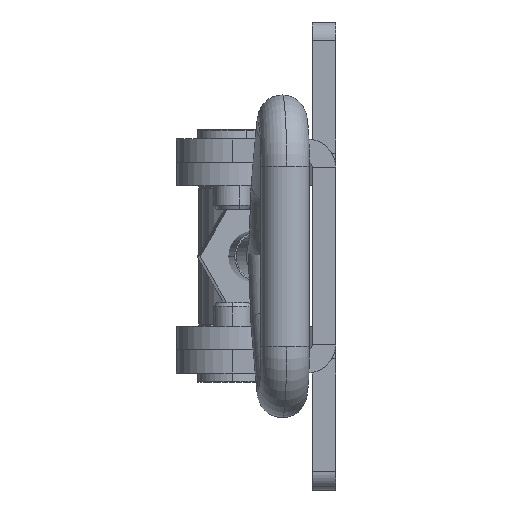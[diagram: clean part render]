
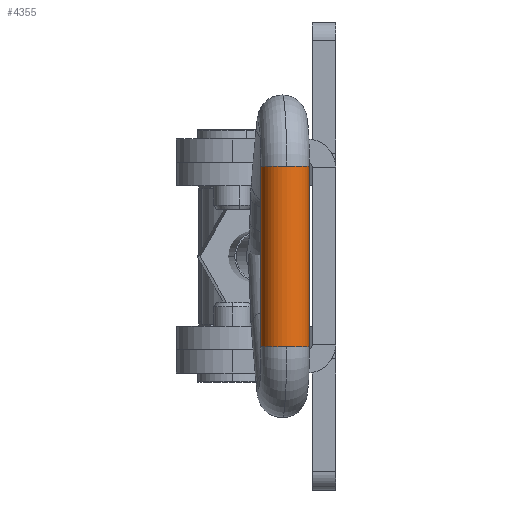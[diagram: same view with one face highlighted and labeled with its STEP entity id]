
A CAD part, left-side view. The second image highlights one B-rep face of the part: STEP entity #4355.
In plain terms, the highlighted cylindrical face has radius 2.59 mm (diameter 5.18 mm), a partial arc.
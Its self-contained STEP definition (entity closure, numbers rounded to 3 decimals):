
#8 = EDGE_CURVE ( 'NONE', #2856, #905, #736, .T. ) ;
#230 = CARTESIAN_POINT ( 'NONE',  ( -9.65, 77.41, -2.59 ) ) ;
#270 = LINE ( 'NONE', #1914, #2139 ) ;
#338 = DIRECTION ( 'NONE',  ( 0., 0., 1. ) ) ;
#479 = EDGE_CURVE ( 'NONE', #689, #3381, #270, .T. ) ;
#492 = EDGE_CURVE ( 'NONE', #3381, #2703, #1140, .T. ) ;
#667 = AXIS2_PLACEMENT_3D ( 'NONE', #700, #2925, #338 ) ;
#689 = VERTEX_POINT ( 'NONE', #2180 ) ;
#700 = CARTESIAN_POINT ( 'NONE',  ( 9.65, 77.41, 0. ) ) ;
#736 = LINE ( 'NONE', #3540, #4571 ) ;
#833 = CIRCLE ( 'NONE', #667, 2.59 ) ;
#905 = VERTEX_POINT ( 'NONE', #230 ) ;
#985 = CARTESIAN_POINT ( 'NONE',  ( -9.65, 77.41, 2.59 ) ) ;
#1048 = DIRECTION ( 'NONE',  ( -1., 0., 0. ) ) ;
#1118 = EDGE_CURVE ( 'NONE', #689, #4382, #833, .T. ) ;
#1140 = CIRCLE ( 'NONE', #1541, 2.59 ) ;
#1277 = DIRECTION ( 'NONE',  ( -1., 0., 0. ) ) ;
#1359 = CYLINDRICAL_SURFACE ( 'NONE', #3925, 2.59 ) ;
#1483 = CARTESIAN_POINT ( 'NONE',  ( -9.65, 77.41, 0. ) ) ;
#1535 = ORIENTED_EDGE ( 'NONE', *, *, #1561, .T. ) ;
#1541 = AXIS2_PLACEMENT_3D ( 'NONE', #4563, #2848, #1749 ) ;
#1561 = EDGE_CURVE ( 'NONE', #4382, #2856, #4659, .T. ) ;
#1577 = DIRECTION ( 'NONE',  ( 0., 0., 1. ) ) ;
#1749 = DIRECTION ( 'NONE',  ( 0., 0., 1. ) ) ;
#1861 = DIRECTION ( 'NONE',  ( 0., 0., 1. ) ) ;
#1914 = CARTESIAN_POINT ( 'NONE',  ( 9.65, 77.41, 2.59 ) ) ;
#1955 = DIRECTION ( 'NONE',  ( -1., 0., 0. ) ) ;
#1981 = DIRECTION ( 'NONE',  ( -1., 0., 0. ) ) ;
#1988 = AXIS2_PLACEMENT_3D ( 'NONE', #1483, #4068, #1861 ) ;
#2015 = ORIENTED_EDGE ( 'NONE', *, *, #492, .F. ) ;
#2137 = CIRCLE ( 'NONE', #1988, 2.59 ) ;
#2139 = VECTOR ( 'NONE', #1048, 1000. ) ;
#2180 = CARTESIAN_POINT ( 'NONE',  ( 9.65, 77.41, 2.59 ) ) ;
#2237 = CARTESIAN_POINT ( 'NONE',  ( -9.65, 80., 0. ) ) ;
#2472 = FACE_OUTER_BOUND ( 'NONE', #4308, .T. ) ;
#2674 = ORIENTED_EDGE ( 'NONE', *, *, #479, .F. ) ;
#2703 = VERTEX_POINT ( 'NONE', #2237 ) ;
#2848 = DIRECTION ( 'NONE',  ( -1., 0., 0. ) ) ;
#2856 = VERTEX_POINT ( 'NONE', #4298 ) ;
#2925 = DIRECTION ( 'NONE',  ( -1., 0., 0. ) ) ;
#3381 = VERTEX_POINT ( 'NONE', #985 ) ;
#3388 = ORIENTED_EDGE ( 'NONE', *, *, #3495, .F. ) ;
#3434 = CARTESIAN_POINT ( 'NONE',  ( 9.65, 77.41, 0. ) ) ;
#3453 = CARTESIAN_POINT ( 'NONE',  ( 9.65, 80., 0. ) ) ;
#3495 = EDGE_CURVE ( 'NONE', #2703, #905, #2137, .T. ) ;
#3540 = CARTESIAN_POINT ( 'NONE',  ( 9.65, 77.41, -2.59 ) ) ;
#3867 = ORIENTED_EDGE ( 'NONE', *, *, #8, .T. ) ;
#3925 = AXIS2_PLACEMENT_3D ( 'NONE', #3434, #1955, #1577 ) ;
#4052 = AXIS2_PLACEMENT_3D ( 'NONE', #4568, #1981, #4199 ) ;
#4068 = DIRECTION ( 'NONE',  ( -1., 0., 0. ) ) ;
#4199 = DIRECTION ( 'NONE',  ( 0., 0., 1. ) ) ;
#4298 = CARTESIAN_POINT ( 'NONE',  ( 9.65, 77.41, -2.59 ) ) ;
#4308 = EDGE_LOOP ( 'NONE', ( #4617, #1535, #3867, #3388, #2015, #2674 ) ) ;
#4355 = ADVANCED_FACE ( 'NONE', ( #2472 ), #1359, .T. ) ;
#4382 = VERTEX_POINT ( 'NONE', #3453 ) ;
#4563 = CARTESIAN_POINT ( 'NONE',  ( -9.65, 77.41, 0. ) ) ;
#4568 = CARTESIAN_POINT ( 'NONE',  ( 9.65, 77.41, 0. ) ) ;
#4571 = VECTOR ( 'NONE', #1277, 1000. ) ;
#4617 = ORIENTED_EDGE ( 'NONE', *, *, #1118, .T. ) ;
#4659 = CIRCLE ( 'NONE', #4052, 2.59 ) ;
